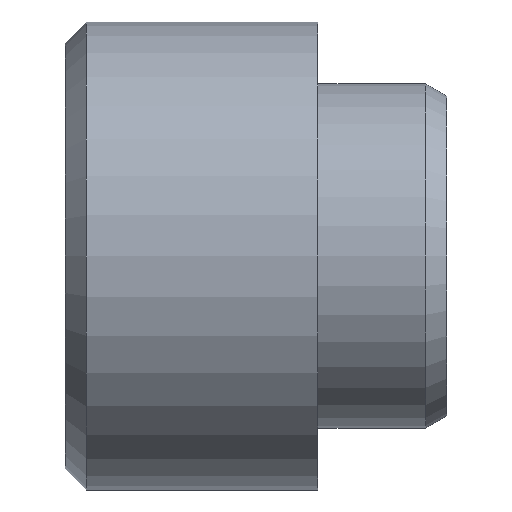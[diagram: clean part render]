
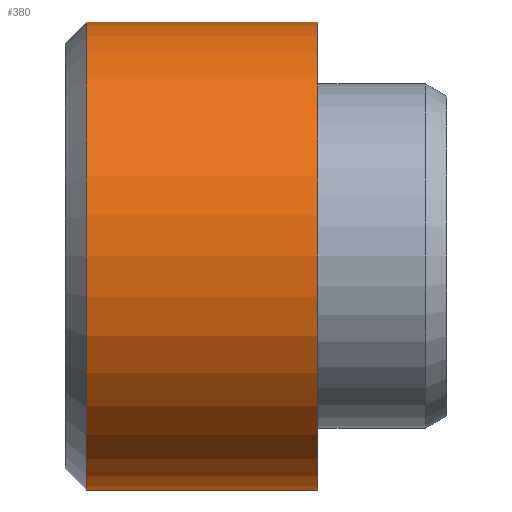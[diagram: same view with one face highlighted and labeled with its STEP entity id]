
A CAD part, left-side view. The second image highlights one B-rep face of the part: STEP entity #380.
In plain terms, the highlighted cylindrical face has radius 2.78 mm (diameter 5.56 mm), a partial arc.
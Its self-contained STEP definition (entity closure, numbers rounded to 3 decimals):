
#4 = DIRECTION ( 'NONE',  ( 0., 1., 0. ) ) ;
#32 = VERTEX_POINT ( 'NONE', #333 ) ;
#33 = CIRCLE ( 'NONE', #116, 2.78 ) ;
#49 = DIRECTION ( 'NONE',  ( 0., 1., 0. ) ) ;
#54 = DIRECTION ( 'NONE',  ( 0., 0., -1. ) ) ;
#64 = CARTESIAN_POINT ( 'NONE',  ( 0., 2.75, -2.78 ) ) ;
#69 = AXIS2_PLACEMENT_3D ( 'NONE', #165, #49, #208 ) ;
#76 = VERTEX_POINT ( 'NONE', #64 ) ;
#90 = FACE_OUTER_BOUND ( 'NONE', #421, .T. ) ;
#116 = AXIS2_PLACEMENT_3D ( 'NONE', #269, #259, #54 ) ;
#137 = CARTESIAN_POINT ( 'NONE',  ( 0., 36.602, 2.78 ) ) ;
#165 = CARTESIAN_POINT ( 'NONE',  ( 0., 36.602, 0. ) ) ;
#175 = ORIENTED_EDGE ( 'NONE', *, *, #400, .T. ) ;
#208 = DIRECTION ( 'NONE',  ( 0., 0., 1. ) ) ;
#219 = ORIENTED_EDGE ( 'NONE', *, *, #459, .T. ) ;
#246 = CYLINDRICAL_SURFACE ( 'NONE', #69, 2.78 ) ;
#249 = ORIENTED_EDGE ( 'NONE', *, *, #437, .T. ) ;
#250 = DIRECTION ( 'NONE',  ( 0., 1., 0. ) ) ;
#253 = VERTEX_POINT ( 'NONE', #339 ) ;
#259 = DIRECTION ( 'NONE',  ( 0., -1., 0. ) ) ;
#269 = CARTESIAN_POINT ( 'NONE',  ( 0., 2.75, 0. ) ) ;
#276 = LINE ( 'NONE', #482, #409 ) ;
#306 = EDGE_CURVE ( 'NONE', #422, #76, #276, .T. ) ;
#318 = DIRECTION ( 'NONE',  ( 0., 1., 0. ) ) ;
#326 = CIRCLE ( 'NONE', #489, 2.78 ) ;
#333 = CARTESIAN_POINT ( 'NONE',  ( 0., 2.75, 2.78 ) ) ;
#339 = CARTESIAN_POINT ( 'NONE',  ( 0., 0., 2.78 ) ) ;
#368 = DIRECTION ( 'NONE',  ( 0., 0., 1. ) ) ;
#380 = ADVANCED_FACE ( 'NONE', ( #90 ), #246, .T. ) ;
#400 = EDGE_CURVE ( 'NONE', #422, #253, #326, .T. ) ;
#409 = VECTOR ( 'NONE', #318, 1000. ) ;
#411 = CARTESIAN_POINT ( 'NONE',  ( 0., 0., 0. ) ) ;
#421 = EDGE_LOOP ( 'NONE', ( #472, #175, #249, #219 ) ) ;
#422 = VERTEX_POINT ( 'NONE', #527 ) ;
#426 = VECTOR ( 'NONE', #250, 1000. ) ;
#437 = EDGE_CURVE ( 'NONE', #253, #32, #499, .T. ) ;
#459 = EDGE_CURVE ( 'NONE', #32, #76, #33, .T. ) ;
#472 = ORIENTED_EDGE ( 'NONE', *, *, #306, .F. ) ;
#482 = CARTESIAN_POINT ( 'NONE',  ( 0., 36.602, -2.78 ) ) ;
#489 = AXIS2_PLACEMENT_3D ( 'NONE', #411, #4, #368 ) ;
#499 = LINE ( 'NONE', #137, #426 ) ;
#527 = CARTESIAN_POINT ( 'NONE',  ( 0., 0., -2.78 ) ) ;
